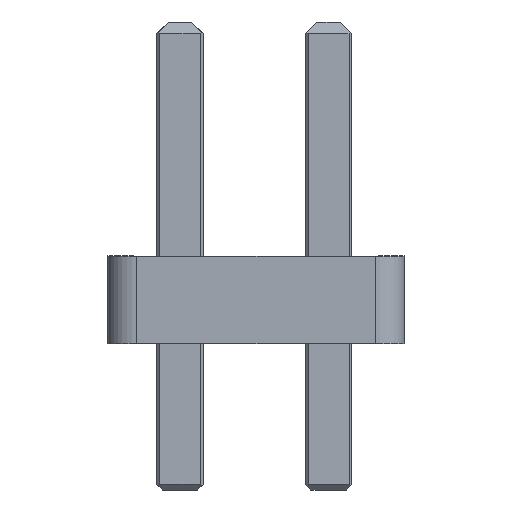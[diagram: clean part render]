
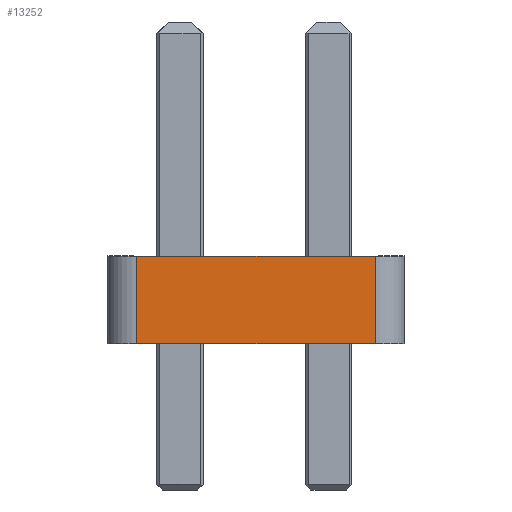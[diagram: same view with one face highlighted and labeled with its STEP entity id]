
A CAD part, left-side view. The second image highlights one B-rep face of the part: STEP entity #13252.
In plain terms, the highlighted planar face has unit normal (-1, 0, 0).
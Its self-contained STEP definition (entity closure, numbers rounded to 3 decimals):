
#904=FACE_OUTER_BOUND('',#1631,.T.);
#1631=EDGE_LOOP('',(#11489,#11490,#11491,#11492));
#3232=LINE('',#20926,#4968);
#3233=LINE('',#20931,#4969);
#3234=LINE('',#20934,#4970);
#3235=LINE('',#20935,#4971);
#4968=VECTOR('',#17179,10.);
#4969=VECTOR('',#17186,10.);
#4970=VECTOR('',#17189,10.);
#4971=VECTOR('',#17190,10.);
#6270=VERTEX_POINT('',#20923);
#6271=VERTEX_POINT('',#20925);
#6272=VERTEX_POINT('',#20929);
#6273=VERTEX_POINT('',#20933);
#8036=EDGE_CURVE('',#6271,#6270,#3232,.T.);
#8039=EDGE_CURVE('',#6271,#6272,#3233,.T.);
#8040=EDGE_CURVE('',#6273,#6270,#3234,.T.);
#8041=EDGE_CURVE('',#6272,#6273,#3235,.T.);
#11489=ORIENTED_EDGE('',*,*,#8039,.F.);
#11490=ORIENTED_EDGE('',*,*,#8036,.T.);
#11491=ORIENTED_EDGE('',*,*,#8040,.F.);
#11492=ORIENTED_EDGE('',*,*,#8041,.F.);
#12544=PLANE('',#14124);
#13252=ADVANCED_FACE('',(#904),#12544,.T.);
#14124=AXIS2_PLACEMENT_3D('',#20932,#17187,#17188);
#17179=DIRECTION('',(0.,-1.,0.));
#17186=DIRECTION('',(0.,0.,1.));
#17187=DIRECTION('center_axis',(-1.,0.,0.));
#17188=DIRECTION('ref_axis',(0.,0.,1.));
#17189=DIRECTION('',(0.,0.,-1.));
#17190=DIRECTION('',(0.,-1.,0.));
#20923=CARTESIAN_POINT('',(-17.78,-2.04,0.));
#20925=CARTESIAN_POINT('',(-17.78,2.04,0.));
#20926=CARTESIAN_POINT('',(-17.78,2.04,0.));
#20929=CARTESIAN_POINT('',(-17.78,2.04,1.5));
#20931=CARTESIAN_POINT('',(-17.78,2.04,0.));
#20932=CARTESIAN_POINT('Origin',(-17.78,0.,-0.01));
#20933=CARTESIAN_POINT('',(-17.78,-2.04,1.5));
#20934=CARTESIAN_POINT('',(-17.78,-2.04,1.5));
#20935=CARTESIAN_POINT('',(-17.78,2.04,1.5));
